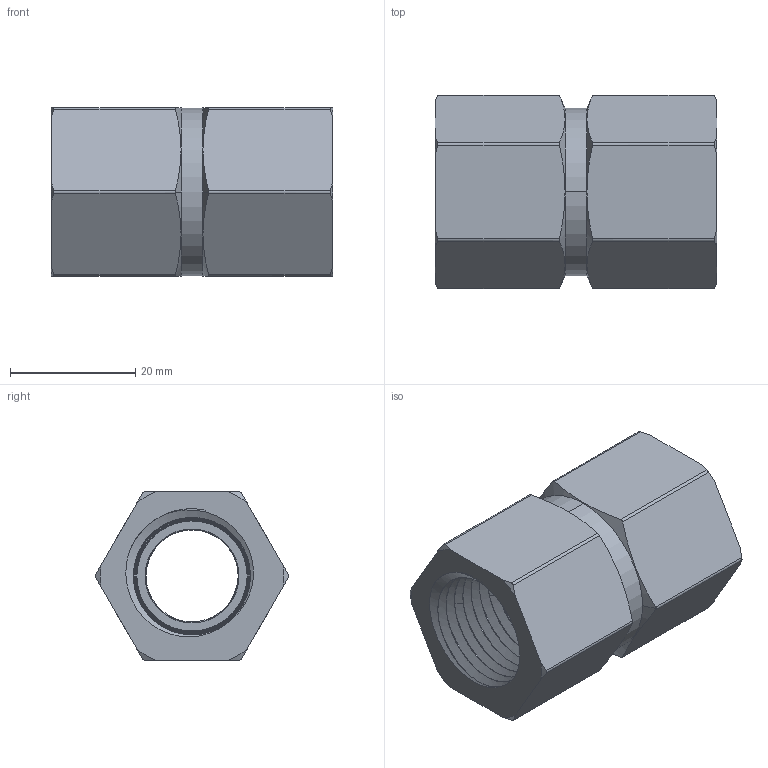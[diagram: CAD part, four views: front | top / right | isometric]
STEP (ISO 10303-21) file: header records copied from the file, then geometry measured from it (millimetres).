
FILE_DESCRIPTION((''),'2;1');
FILE_NAME('H-SSR_HEX_REDUCING_COUPLING','2025-07-08T08:26:07',('Administrator'),(''),'CREO PARAMETRIC BY PTC INC, 2020414','CREO PARAMETRIC BY PTC INC, 2020414','');
FILE_SCHEMA(('AUTOMOTIVE_DESIGN { 1 0 10303 214 1 1 1 1 }'));
Length unit declared in the file: millimetre
Products named in the file (1): H-SSR_HEX_REDUCING_COUPLING
Bounding box: 45 x 30.91 x 26.9 mm (x, y, z)
Volume: 16781.9 mm3; surface area: 9357 mm2
Topology: 1 solids, 1 shells, 118 faces, 338 edges, 229 vertices
Faces by surface type: cone 58, cylinder 21, bspline 21, plane 18
Entity records: 12698 total; most frequent: CARTESIAN_POINT 9849, ORIENTED_EDGE 668, DIRECTION 370, EDGE_CURVE 334, VERTEX_POINT 219, B_SPLINE_CURVE_WITH_KNOTS 193, AXIS2_PLACEMENT_3D 127, EDGE_LOOP 121
